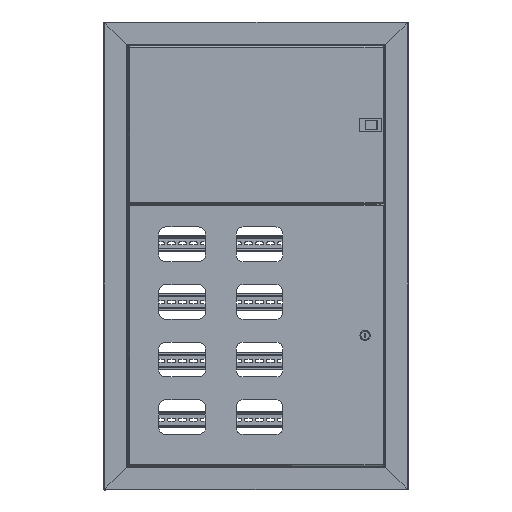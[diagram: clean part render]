
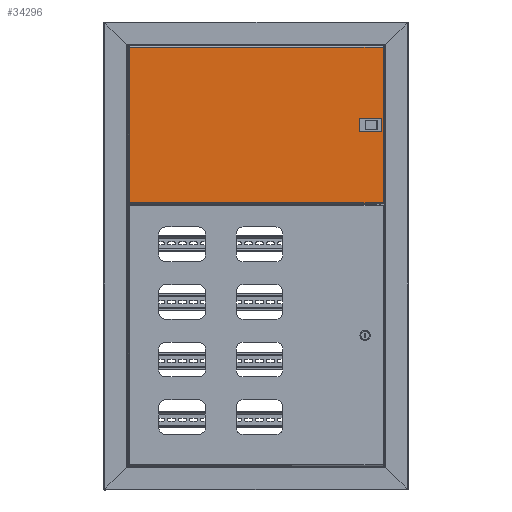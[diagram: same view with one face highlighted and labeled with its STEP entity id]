
A CAD part, top view. The second image highlights one B-rep face of the part: STEP entity #34296.
In plain terms, the highlighted planar face has unit normal (0, 0, 1).
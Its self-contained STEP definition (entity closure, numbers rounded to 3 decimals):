
#200 = CARTESIAN_POINT ( 'NONE',  ( 334.7, 1.7, 0. ) ) ;
#2951 = CARTESIAN_POINT ( 'NONE',  ( 181.2, 10., 0. ) ) ;
#4855 = CARTESIAN_POINT ( 'NONE',  ( 155.2, 48.5, 0. ) ) ;
#5338 = VERTEX_POINT ( 'NONE', #36163 ) ;
#6213 = DIRECTION ( 'NONE',  ( 0., 0., -1. ) ) ;
#6402 = VECTOR ( 'NONE', #18775, 1000. ) ;
#6704 = EDGE_LOOP ( 'NONE', ( #20810, #15476, #35538, #27147 ) ) ;
#7274 = EDGE_CURVE ( 'NONE', #5338, #13324, #33059, .T. ) ;
#7704 = CARTESIAN_POINT ( 'NONE',  ( 1.7, 544.293, 0. ) ) ;
#8506 = EDGE_CURVE ( 'NONE', #13324, #36627, #22161, .T. ) ;
#9300 = PLANE ( 'NONE',  #27272 ) ;
#9349 = ORIENTED_EDGE ( 'NONE', *, *, #14618, .T. ) ;
#10302 = VECTOR ( 'NONE', #17405, 1000. ) ;
#10413 = EDGE_CURVE ( 'NONE', #32682, #5338, #18376, .T. ) ;
#10721 = LINE ( 'NONE', #23290, #29685 ) ;
#10846 = LINE ( 'NONE', #20521, #26135 ) ;
#10935 = LINE ( 'NONE', #38920, #22533 ) ;
#11496 = EDGE_LOOP ( 'NONE', ( #28320, #9349, #14398, #33350 ) ) ;
#12278 = CARTESIAN_POINT ( 'NONE',  ( 334.7, 544., 0. ) ) ;
#13324 = VERTEX_POINT ( 'NONE', #34825 ) ;
#13436 = EDGE_CURVE ( 'NONE', #36627, #32682, #10721, .T. ) ;
#14036 = DIRECTION ( 'NONE',  ( 0., 1., 0. ) ) ;
#14398 = ORIENTED_EDGE ( 'NONE', *, *, #21333, .T. ) ;
#14464 = VECTOR ( 'NONE', #27650, 1000. ) ;
#14618 = EDGE_CURVE ( 'NONE', #27762, #16162, #10935, .T. ) ;
#15476 = ORIENTED_EDGE ( 'NONE', *, *, #7274, .F. ) ;
#16162 = VERTEX_POINT ( 'NONE', #12278 ) ;
#17405 = DIRECTION ( 'NONE',  ( 0., -1., 0. ) ) ;
#17791 = DIRECTION ( 'NONE',  ( 0., -1., 0. ) ) ;
#18376 = LINE ( 'NONE', #27852, #14464 ) ;
#18775 = DIRECTION ( 'NONE',  ( -1., 0., 0. ) ) ;
#18778 = DIRECTION ( 'NONE',  ( -1., 0., 0. ) ) ;
#20363 = VERTEX_POINT ( 'NONE', #40159 ) ;
#20521 = CARTESIAN_POINT ( 'NONE',  ( 1.7, 1.7, 0. ) ) ;
#20810 = ORIENTED_EDGE ( 'NONE', *, *, #8506, .F. ) ;
#21333 = EDGE_CURVE ( 'NONE', #16162, #31536, #24343, .T. ) ;
#21867 = CARTESIAN_POINT ( 'NONE',  ( 0., 545.7, 0. ) ) ;
#22161 = LINE ( 'NONE', #26056, #30329 ) ;
#22533 = VECTOR ( 'NONE', #14036, 1000. ) ;
#22600 = EDGE_CURVE ( 'NONE', #20363, #27762, #10846, .T. ) ;
#23260 = VECTOR ( 'NONE', #17791, 1000. ) ;
#23290 = CARTESIAN_POINT ( 'NONE',  ( 181.2, 48.5, 0. ) ) ;
#24343 = LINE ( 'NONE', #40366, #6402 ) ;
#24949 = FACE_BOUND ( 'NONE', #6704, .T. ) ;
#26056 = CARTESIAN_POINT ( 'NONE',  ( 155.2, 10., 0. ) ) ;
#26135 = VECTOR ( 'NONE', #26700, 1000. ) ;
#26388 = CARTESIAN_POINT ( 'NONE',  ( 181.2, 48.5, 0. ) ) ;
#26579 = DIRECTION ( 'NONE',  ( 0., 1., 0. ) ) ;
#26700 = DIRECTION ( 'NONE',  ( 1., 0., 0. ) ) ;
#27147 = ORIENTED_EDGE ( 'NONE', *, *, #13436, .F. ) ;
#27272 = AXIS2_PLACEMENT_3D ( 'NONE', #21867, #6213, #18778 ) ;
#27650 = DIRECTION ( 'NONE',  ( -1., 0., 0. ) ) ;
#27762 = VERTEX_POINT ( 'NONE', #200 ) ;
#27852 = CARTESIAN_POINT ( 'NONE',  ( 155.2, 48.5, 0. ) ) ;
#28320 = ORIENTED_EDGE ( 'NONE', *, *, #22600, .T. ) ;
#28956 = DIRECTION ( 'NONE',  ( 1., 0., 0. ) ) ;
#29685 = VECTOR ( 'NONE', #26579, 1000. ) ;
#30329 = VECTOR ( 'NONE', #28956, 1000. ) ;
#31536 = VERTEX_POINT ( 'NONE', #34533 ) ;
#32190 = EDGE_CURVE ( 'NONE', #31536, #20363, #36100, .T. ) ;
#32682 = VERTEX_POINT ( 'NONE', #26388 ) ;
#33059 = LINE ( 'NONE', #4855, #10302 ) ;
#33350 = ORIENTED_EDGE ( 'NONE', *, *, #32190, .T. ) ;
#34296 = ADVANCED_FACE ( 'NONE', ( #24949, #37496 ), #9300, .F. ) ;
#34533 = CARTESIAN_POINT ( 'NONE',  ( 1.7, 544., 0. ) ) ;
#34825 = CARTESIAN_POINT ( 'NONE',  ( 155.2, 10., 0. ) ) ;
#35538 = ORIENTED_EDGE ( 'NONE', *, *, #10413, .F. ) ;
#36100 = LINE ( 'NONE', #7704, #23260 ) ;
#36163 = CARTESIAN_POINT ( 'NONE',  ( 155.2, 48.5, 0. ) ) ;
#36627 = VERTEX_POINT ( 'NONE', #2951 ) ;
#37496 = FACE_OUTER_BOUND ( 'NONE', #11496, .T. ) ;
#38920 = CARTESIAN_POINT ( 'NONE',  ( 334.7, 0., 0. ) ) ;
#40159 = CARTESIAN_POINT ( 'NONE',  ( 1.7, 1.7, 0. ) ) ;
#40366 = CARTESIAN_POINT ( 'NONE',  ( 334.993, 544., 0. ) ) ;
